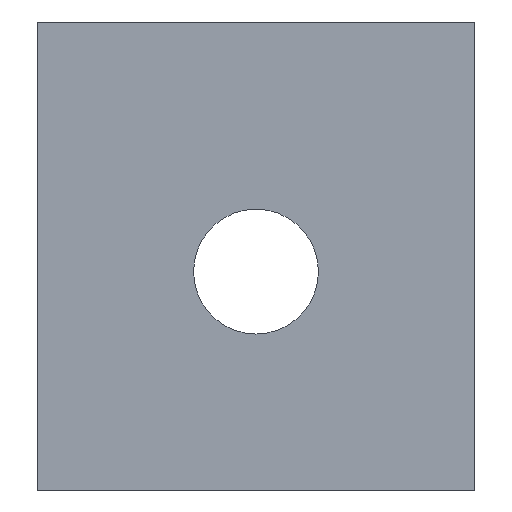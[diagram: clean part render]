
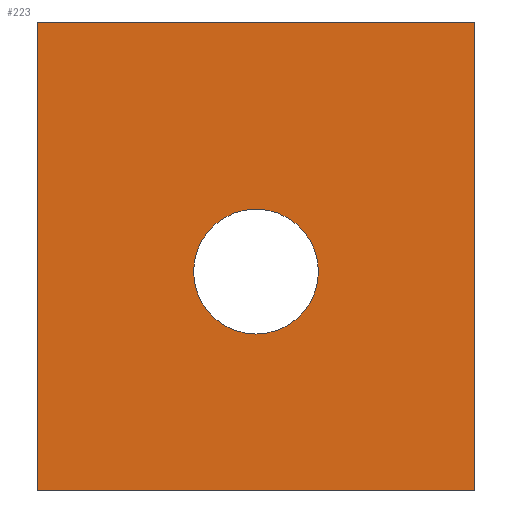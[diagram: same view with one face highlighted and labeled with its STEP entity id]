
A CAD part, left-side view. The second image highlights one B-rep face of the part: STEP entity #223.
In plain terms, the highlighted planar face has unit normal (-1, 0, 0).
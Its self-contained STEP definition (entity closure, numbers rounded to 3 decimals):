
#43 = DIRECTION ( 'NONE',  ( 0., 0., 1. ) ) ;
#48 = DIRECTION ( 'NONE',  ( 0., 0., 1. ) ) ;
#88 = VERTEX_POINT ( 'NONE', #192 ) ;
#91 = EDGE_CURVE ( 'NONE', #474, #88, #422, .T. ) ;
#116 = CARTESIAN_POINT ( 'NONE',  ( 0., 0., 0. ) ) ;
#117 = PLANE ( 'NONE',  #438 ) ;
#138 = VECTOR ( 'NONE', #43, 1000. ) ;
#163 = DIRECTION ( 'NONE',  ( 1., 0., 0. ) ) ;
#185 = EDGE_CURVE ( 'NONE', #344, #88, #328, .T. ) ;
#187 = DIRECTION ( 'NONE',  ( 0., -1., 0. ) ) ;
#192 = CARTESIAN_POINT ( 'NONE',  ( 0., 0., 0. ) ) ;
#202 = EDGE_CURVE ( 'NONE', #225, #474, #442, .T. ) ;
#206 = ORIENTED_EDGE ( 'NONE', *, *, #358, .T. ) ;
#218 = CARTESIAN_POINT ( 'NONE',  ( 0., 14., 0. ) ) ;
#223 = ADVANCED_FACE ( 'NONE', ( #460, #268 ), #117, .F. ) ;
#225 = VERTEX_POINT ( 'NONE', #580 ) ;
#231 = ORIENTED_EDGE ( 'NONE', *, *, #185, .T. ) ;
#235 = CARTESIAN_POINT ( 'NONE',  ( 0., 7., -8. ) ) ;
#245 = CARTESIAN_POINT ( 'NONE',  ( 0., 7., -6. ) ) ;
#263 = DIRECTION ( 'NONE',  ( 0., -1., 0. ) ) ;
#264 = EDGE_LOOP ( 'NONE', ( #231, #588, #369, #426 ) ) ;
#267 = ORIENTED_EDGE ( 'NONE', *, *, #293, .T. ) ;
#268 = FACE_OUTER_BOUND ( 'NONE', #264, .T. ) ;
#293 = EDGE_CURVE ( 'NONE', #408, #624, #582, .T. ) ;
#309 = CARTESIAN_POINT ( 'NONE',  ( 0., 14., -15. ) ) ;
#319 = LINE ( 'NONE', #309, #470 ) ;
#328 = LINE ( 'NONE', #116, #138 ) ;
#334 = DIRECTION ( 'NONE',  ( 1., 0., 0. ) ) ;
#344 = VERTEX_POINT ( 'NONE', #533 ) ;
#358 = EDGE_CURVE ( 'NONE', #624, #408, #437, .T. ) ;
#369 = ORIENTED_EDGE ( 'NONE', *, *, #202, .F. ) ;
#371 = CARTESIAN_POINT ( 'NONE',  ( 0., 7., -8. ) ) ;
#387 = VECTOR ( 'NONE', #48, 1000. ) ;
#408 = VERTEX_POINT ( 'NONE', #488 ) ;
#422 = LINE ( 'NONE', #661, #548 ) ;
#426 = ORIENTED_EDGE ( 'NONE', *, *, #561, .T. ) ;
#437 = CIRCLE ( 'NONE', #491, 2. ) ;
#438 = AXIS2_PLACEMENT_3D ( 'NONE', #218, #635, #528 ) ;
#442 = LINE ( 'NONE', #638, #387 ) ;
#460 = FACE_BOUND ( 'NONE', #674, .T. ) ;
#470 = VECTOR ( 'NONE', #263, 1000. ) ;
#474 = VERTEX_POINT ( 'NONE', #620 ) ;
#488 = CARTESIAN_POINT ( 'NONE',  ( 0., 7., -10. ) ) ;
#491 = AXIS2_PLACEMENT_3D ( 'NONE', #235, #334, #595 ) ;
#528 = DIRECTION ( 'NONE',  ( 0., 0., -1. ) ) ;
#533 = CARTESIAN_POINT ( 'NONE',  ( 0., 0., -15. ) ) ;
#548 = VECTOR ( 'NONE', #187, 1000. ) ;
#549 = AXIS2_PLACEMENT_3D ( 'NONE', #371, #163, #590 ) ;
#561 = EDGE_CURVE ( 'NONE', #225, #344, #319, .T. ) ;
#580 = CARTESIAN_POINT ( 'NONE',  ( 0., 14., -15. ) ) ;
#582 = CIRCLE ( 'NONE', #549, 2. ) ;
#588 = ORIENTED_EDGE ( 'NONE', *, *, #91, .F. ) ;
#590 = DIRECTION ( 'NONE',  ( 0., 0., -1. ) ) ;
#595 = DIRECTION ( 'NONE',  ( 0., 0., -1. ) ) ;
#620 = CARTESIAN_POINT ( 'NONE',  ( 0., 14., 0. ) ) ;
#624 = VERTEX_POINT ( 'NONE', #245 ) ;
#635 = DIRECTION ( 'NONE',  ( 1., 0., 0. ) ) ;
#638 = CARTESIAN_POINT ( 'NONE',  ( 0., 14., 0. ) ) ;
#661 = CARTESIAN_POINT ( 'NONE',  ( 0., 14., 0. ) ) ;
#674 = EDGE_LOOP ( 'NONE', ( #267, #206 ) ) ;
